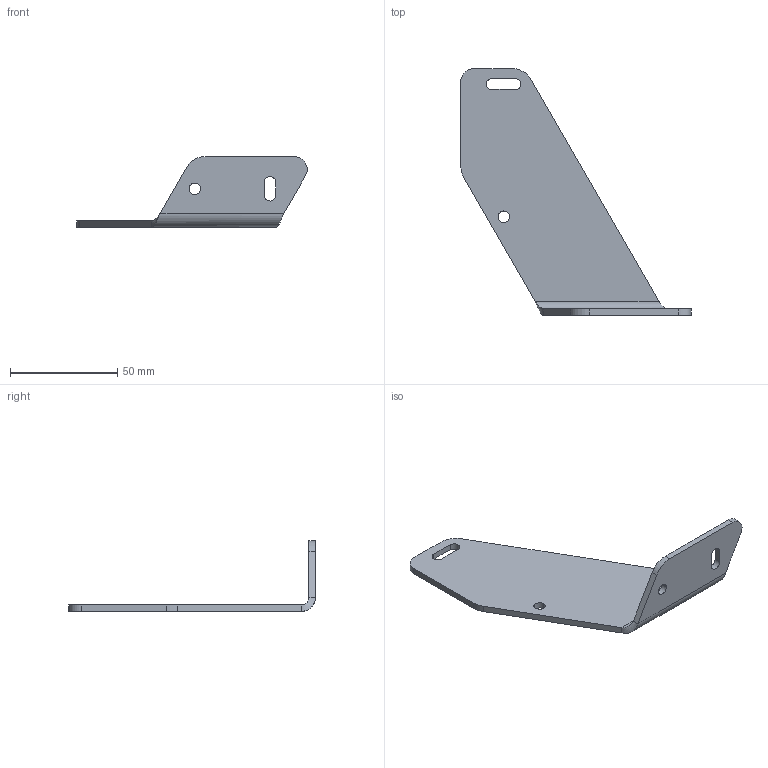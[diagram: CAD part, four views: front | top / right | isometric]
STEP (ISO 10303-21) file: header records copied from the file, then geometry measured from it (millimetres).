
FILE_DESCRIPTION((''),'2;1');
FILE_NAME('DB008717_OMH_21_HALTEWINKEL','2016-07-01T',('cglaue'),(''),'PRO/ENGINEER BY PARAMETRIC TECHNOLOGY CORPORATION, 2015440','PRO/ENGINEER BY PARAMETRIC TECHNOLOGY CORPORATION, 2015440','');
FILE_SCHEMA(('CONFIG_CONTROL_DESIGN'));
Length unit declared in the file: millimetre
Products named in the file (1): DB008717_OMH_21_HALTEWINKEL
Bounding box: 107.41 x 115 x 33 mm (x, y, z)
Volume: 22053.8 mm3; surface area: 16193.5 mm2
Topology: 1 solids, 1 shells, 32 faces, 82 edges, 52 vertices
Faces by surface type: cylinder 17, plane 13, bspline 2
Entity records: 1411 total; most frequent: CARTESIAN_POINT 308, DIRECTION 168, ORIENTED_EDGE 164, EDGE_CURVE 82, AXIS2_PLACEMENT_3D 60, VERTEX_POINT 52, VECTOR 48, LINE 48
